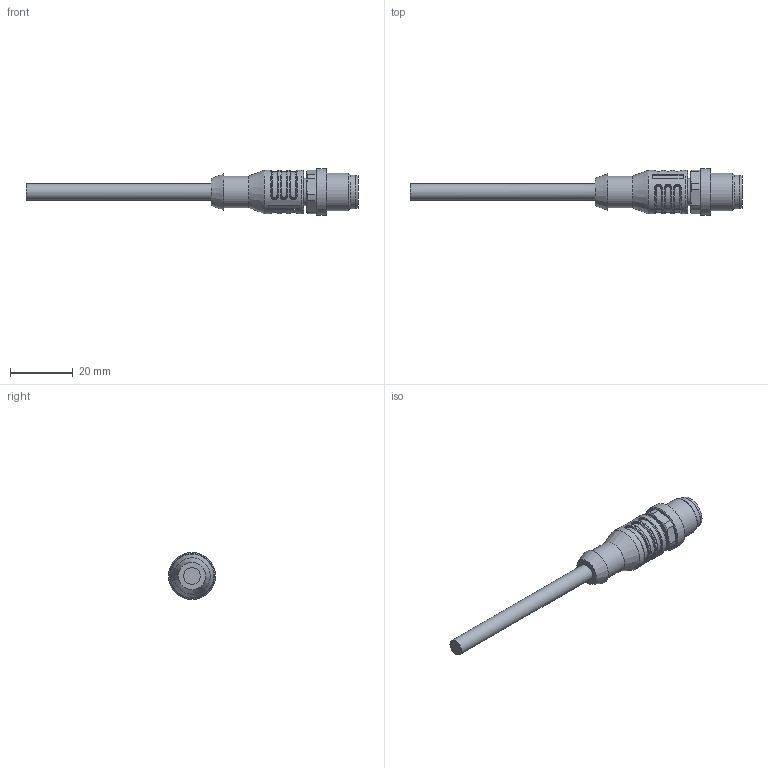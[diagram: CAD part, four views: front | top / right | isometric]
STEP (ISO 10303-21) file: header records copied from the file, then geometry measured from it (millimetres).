
FILE_DESCRIPTION(/* description */ (''),/* implementation_level */ '2;1');
FILE_NAME(/* name */ 'AL-WAS8.stp',/* time_stamp */ '2015-06-15T17:12:19+02:00',/* author */ ('ESCHA Bauelemente GmbH'),/* organization */ ('ESCHA Bauelemente GmbH'),/* preprocessor_version */ 'ST-DEVELOPER v14',/* originating_system */ 'SIEMENS PLM Software NX 8.0',/* authorisation */ '');
FILE_SCHEMA (('AP203_CONFIGURATION_CONTROLLED_3D_DESIGN_OF_MECHANICAL_PARTS_AND_ASSEMBLIES_MIM_LF { 1 0 10303 403 2 1 2}'));
Length unit declared in the file: millimetre
Products named in the file (1): AL-WAS4_5
Bounding box: 106 x 14.94 x 14.94 mm (x, y, z)
Volume: 6357 mm3; surface area: 3685.6 mm2
Topology: 1 solids, 1 shells, 295 faces, 731 edges, 473 vertices
Faces by surface type: plane 100, extrusion 68, cylinder 58, torus 26, bspline 24, cone 11, sphere 8
Full cylindrical faces by diameter (mm): 0.8 x8, 0.85 x8, 5.2 x1, 8.3 x1, 8.7 x1, 10.2 x1, 10.5 x1, 10.8 x1, 12 x1, 14 x1, 15 x1
Entity records: 10028 total; most frequent: CARTESIAN_POINT 3753, ORIENTED_EDGE 1308, DIRECTION 1070, EDGE_CURVE 654, VERTEX_POINT 436, AXIS2_PLACEMENT_3D 389, EDGE_LOOP 370, B_SPLINE_CURVE_WITH_KNOTS 313
